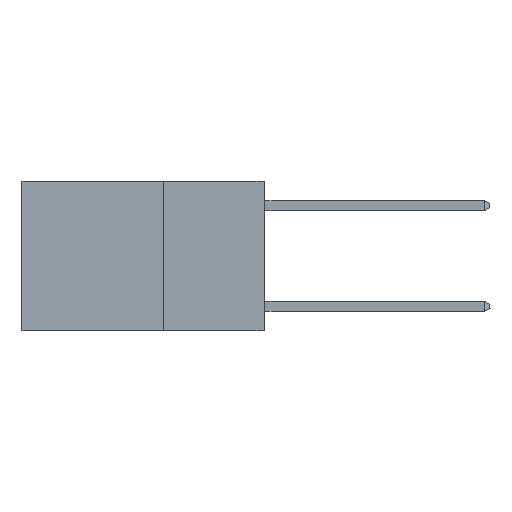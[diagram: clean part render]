
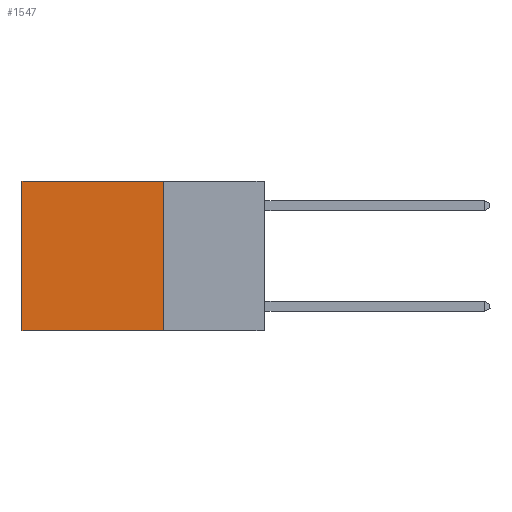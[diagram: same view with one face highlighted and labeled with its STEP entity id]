
A CAD part, left-side view. The second image highlights one B-rep face of the part: STEP entity #1547.
In plain terms, the highlighted planar face has unit normal (-1, 0, 0).
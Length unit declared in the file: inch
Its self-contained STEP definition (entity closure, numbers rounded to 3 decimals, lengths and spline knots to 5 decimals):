
#42 = DIRECTION ( 'NONE',  ( 0., 0., -1. ) ) ;
#140 = DIRECTION ( 'NONE',  ( 1., 0., 0. ) ) ;
#415 = LINE ( 'NONE', #14129, #12107 ) ;
#513 = EDGE_CURVE ( 'NONE', #9429, #6760, #13259, .T. ) ;
#668 = CARTESIAN_POINT ( 'NONE',  ( 0.2625, 0.6, 0. ) ) ;
#915 = VERTEX_POINT ( 'NONE', #9015 ) ;
#1547 = ADVANCED_FACE ( 'NONE', ( #7306 ), #6937, .F. ) ;
#1837 = CARTESIAN_POINT ( 'NONE',  ( 0.2625, 0.25, -0.37 ) ) ;
#2185 = AXIS2_PLACEMENT_3D ( 'NONE', #3521, #140, #8055 ) ;
#2977 = CARTESIAN_POINT ( 'NONE',  ( 0.2625, 0.25, -0.37 ) ) ;
#3194 = LINE ( 'NONE', #6833, #11872 ) ;
#3521 = CARTESIAN_POINT ( 'NONE',  ( 0.2625, 0.25, 0. ) ) ;
#4859 = VECTOR ( 'NONE', #13154, 39.37008 ) ;
#5013 = CARTESIAN_POINT ( 'NONE',  ( 0.2625, 0.6, 0. ) ) ;
#5354 = ORIENTED_EDGE ( 'NONE', *, *, #513, .T. ) ;
#6243 = DIRECTION ( 'NONE',  ( 0., 1., 0. ) ) ;
#6760 = VERTEX_POINT ( 'NONE', #13177 ) ;
#6833 = CARTESIAN_POINT ( 'NONE',  ( 0.2625, 0.25, 0. ) ) ;
#6937 = PLANE ( 'NONE',  #2185 ) ;
#7306 = FACE_OUTER_BOUND ( 'NONE', #8999, .T. ) ;
#8055 = DIRECTION ( 'NONE',  ( 0., 0., -1. ) ) ;
#8192 = EDGE_CURVE ( 'NONE', #915, #8821, #3194, .T. ) ;
#8821 = VERTEX_POINT ( 'NONE', #2977 ) ;
#8999 = EDGE_LOOP ( 'NONE', ( #5354, #14318, #11178, #11193 ) ) ;
#9015 = CARTESIAN_POINT ( 'NONE',  ( 0.2625, 0.25, 0. ) ) ;
#9429 = VERTEX_POINT ( 'NONE', #668 ) ;
#9890 = VECTOR ( 'NONE', #11811, 39.37008 ) ;
#10881 = LINE ( 'NONE', #1837, #4859 ) ;
#11178 = ORIENTED_EDGE ( 'NONE', *, *, #8192, .F. ) ;
#11193 = ORIENTED_EDGE ( 'NONE', *, *, #12477, .T. ) ;
#11811 = DIRECTION ( 'NONE',  ( 0., 0., -1. ) ) ;
#11872 = VECTOR ( 'NONE', #42, 39.37008 ) ;
#11886 = EDGE_CURVE ( 'NONE', #8821, #6760, #10881, .T. ) ;
#12107 = VECTOR ( 'NONE', #6243, 39.37008 ) ;
#12477 = EDGE_CURVE ( 'NONE', #915, #9429, #415, .T. ) ;
#13154 = DIRECTION ( 'NONE',  ( 0., 1., 0. ) ) ;
#13177 = CARTESIAN_POINT ( 'NONE',  ( 0.2625, 0.6, -0.37 ) ) ;
#13259 = LINE ( 'NONE', #5013, #9890 ) ;
#14129 = CARTESIAN_POINT ( 'NONE',  ( 0.2625, 0.25, 0. ) ) ;
#14318 = ORIENTED_EDGE ( 'NONE', *, *, #11886, .F. ) ;
